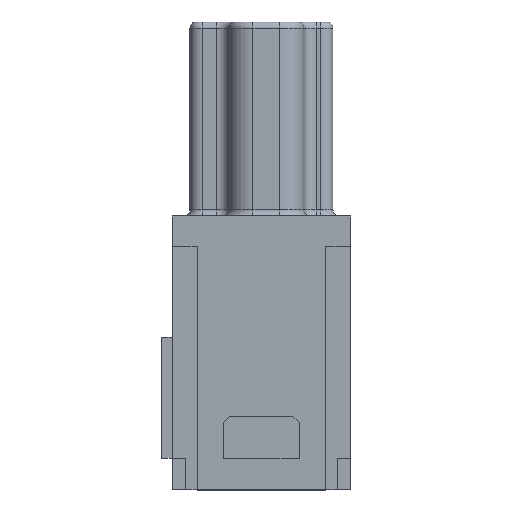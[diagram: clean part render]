
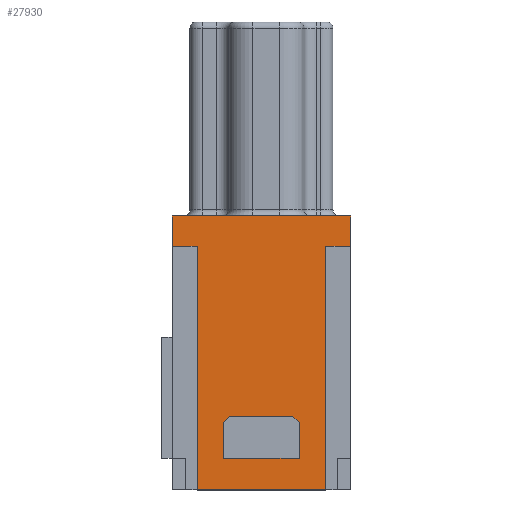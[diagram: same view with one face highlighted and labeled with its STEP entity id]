
A CAD part, front view. The second image highlights one B-rep face of the part: STEP entity #27930.
In plain terms, the highlighted face is planar.
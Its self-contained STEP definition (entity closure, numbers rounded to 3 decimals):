
#1610=CARTESIAN_POINT('',(43.388,41.057,-2.));
#1620=VERTEX_POINT('',#1610);
#1650=CARTESIAN_POINT('',(43.388,0.,-2.));
#1660=DIRECTION('',(0.,-1.,0.));
#1670=VECTOR('',#1660,1.);
#1680=LINE('',#1650,#1670);
#1690=CARTESIAN_POINT('',(43.388,20.957,-2.));
#1700=VERTEX_POINT('',#1690);
#1710=EDGE_CURVE('',#1620,#1700,#1680,.T.);
#26810=CARTESIAN_POINT('',(53.838,20.957,-2.));
#26820=DIRECTION('',(0.,0.,-1.));
#26830=DIRECTION('',(0.,-1.,0.));
#26840=AXIS2_PLACEMENT_3D('',#26810,#26820,#26830);
#26850=PLANE('',#26840);
#26860=CARTESIAN_POINT('',(51.788,0.,-2.));
#26870=DIRECTION('',(0.,1.,0.));
#26880=VECTOR('',#26870,1.);
#26890=LINE('',#26860,#26880);
#26900=CARTESIAN_POINT('',(51.788,23.557,-2.));
#26910=VERTEX_POINT('',#26900);
#26920=CARTESIAN_POINT('',(51.788,26.557,-2.));
#26930=VERTEX_POINT('',#26920);
#26940=EDGE_CURVE('',#26910,#26930,#26890,.T.);
#26950=ORIENTED_EDGE('',*,*,#26940,.F.);
#26960=CARTESIAN_POINT('',(78.345,0.,-2.));
#26970=DIRECTION('',(0.707,-0.707,
0.));
#26980=VECTOR('',#26970,1.);
#26990=LINE('',#26960,#26980);
#27000=CARTESIAN_POINT('',(51.288,27.057,-2.));
#27010=VERTEX_POINT('',#27000);
#27020=EDGE_CURVE('',#27010,#26930,#26990,.T.);
#27030=ORIENTED_EDGE('',*,*,#27020,.T.);
#27040=CARTESIAN_POINT('',(0.,27.057,-2.));
#27050=DIRECTION('',(-1.,0.,0.));
#27060=VECTOR('',#27050,1.);
#27070=LINE('',#27040,#27060);
#27080=CARTESIAN_POINT('',(46.088,27.057,-2.));
#27090=VERTEX_POINT('',#27080);
#27100=EDGE_CURVE('',#27010,#27090,#27070,.T.);
#27110=ORIENTED_EDGE('',*,*,#27100,.F.);
#27120=CARTESIAN_POINT('',(19.031,0.,-2.));
#27130=DIRECTION('',(0.707,0.707,
0.));
#27140=VECTOR('',#27130,1.);
#27150=LINE('',#27120,#27140);
#27160=CARTESIAN_POINT('',(45.588,26.557,-2.));
#27170=VERTEX_POINT('',#27160);
#27180=EDGE_CURVE('',#27170,#27090,#27150,.T.);
#27190=ORIENTED_EDGE('',*,*,#27180,.T.);
#27200=CARTESIAN_POINT('',(45.588,0.,-2.));
#27210=DIRECTION('',(0.,-1.,0.));
#27220=VECTOR('',#27210,1.);
#27230=LINE('',#27200,#27220);
#27240=CARTESIAN_POINT('',(45.588,23.557,-2.));
#27250=VERTEX_POINT('',#27240);
#27260=EDGE_CURVE('',#27170,#27250,#27230,.T.);
#27270=ORIENTED_EDGE('',*,*,#27260,.F.);
#27280=CARTESIAN_POINT('',(0.,23.557,-2.));
#27290=DIRECTION('',(1.,0.,0.));
#27300=VECTOR('',#27290,1.);
#27310=LINE('',#27280,#27300);
#27320=EDGE_CURVE('',#27250,#26910,#27310,.T.);
#27330=ORIENTED_EDGE('',*,*,#27320,.F.);
#27340=EDGE_LOOP('',(#27330,#27270,#27190,#27110,#27030,#26950));
#27350=FACE_BOUND('',#27340,.T.);
#27360=CARTESIAN_POINT('',(0.,20.957,-2.));
#27370=DIRECTION('',(-1.,0.,0.));
#27380=VECTOR('',#27370,1.);
#27390=LINE('',#27360,#27380);
#27400=CARTESIAN_POINT('',(53.988,20.957,-2.));
#27410=VERTEX_POINT('',#27400);
#27420=EDGE_CURVE('',#27410,#1700,#27390,.T.);
#27430=ORIENTED_EDGE('',*,*,#27420,.F.);
#27440=ORIENTED_EDGE('',*,*,#1710,.T.);
#27450=CARTESIAN_POINT('',(0.,41.057,-2.));
#27460=DIRECTION('',(-1.,0.,0.));
#27470=VECTOR('',#27460,1.);
#27480=LINE('',#27450,#27470);
#27490=CARTESIAN_POINT('',(41.338,41.057,-2.));
#27500=VERTEX_POINT('',#27490);
#27510=EDGE_CURVE('',#1620,#27500,#27480,.T.);
#27520=ORIENTED_EDGE('',*,*,#27510,.F.);
#27530=CARTESIAN_POINT('',(41.338,0.,-2.));
#27540=DIRECTION('',(0.,1.,0.));
#27550=VECTOR('',#27540,1.);
#27560=LINE('',#27530,#27550);
#27570=CARTESIAN_POINT('',(41.338,43.557,-2.));
#27580=VERTEX_POINT('',#27570);
#27590=EDGE_CURVE('',#27500,#27580,#27560,.T.);
#27600=ORIENTED_EDGE('',*,*,#27590,.F.);
#27610=CARTESIAN_POINT('',(0.,43.557,-2.));
#27620=DIRECTION('',(-1.,0.,0.));
#27630=VECTOR('',#27620,1.);
#27640=LINE('',#27610,#27630);
#27650=CARTESIAN_POINT('',(56.038,43.557,-2.));
#27660=VERTEX_POINT('',#27650);
#27670=EDGE_CURVE('',#27660,#27580,#27640,.T.);
#27680=ORIENTED_EDGE('',*,*,#27670,.T.);
#27690=CARTESIAN_POINT('',(56.038,0.,-2.));
#27700=DIRECTION('',(0.,-1.,0.));
#27710=VECTOR('',#27700,1.);
#27720=LINE('',#27690,#27710);
#27730=CARTESIAN_POINT('',(56.038,41.057,-2.));
#27740=VERTEX_POINT('',#27730);
#27750=EDGE_CURVE('',#27660,#27740,#27720,.T.);
#27760=ORIENTED_EDGE('',*,*,#27750,.F.);
#27770=CARTESIAN_POINT('',(0.,41.057,-2.));
#27780=DIRECTION('',(-1.,0.,0.));
#27790=VECTOR('',#27780,1.);
#27800=LINE('',#27770,#27790);
#27810=CARTESIAN_POINT('',(53.988,41.057,-2.));
#27820=VERTEX_POINT('',#27810);
#27830=EDGE_CURVE('',#27740,#27820,#27800,.T.);
#27840=ORIENTED_EDGE('',*,*,#27830,.F.);
#27850=CARTESIAN_POINT('',(53.988,0.,-2.));
#27860=DIRECTION('',(0.,1.,0.));
#27870=VECTOR('',#27860,1.);
#27880=LINE('',#27850,#27870);
#27890=EDGE_CURVE('',#27410,#27820,#27880,.T.);
#27900=ORIENTED_EDGE('',*,*,#27890,.T.);
#27910=EDGE_LOOP('',(#27900,#27840,#27760,#27680,#27600,#27520,#27440,
#27430));
#27920=FACE_OUTER_BOUND('',#27910,.T.);
#27930=ADVANCED_FACE('',(#27350,#27920),#26850,.F.);
